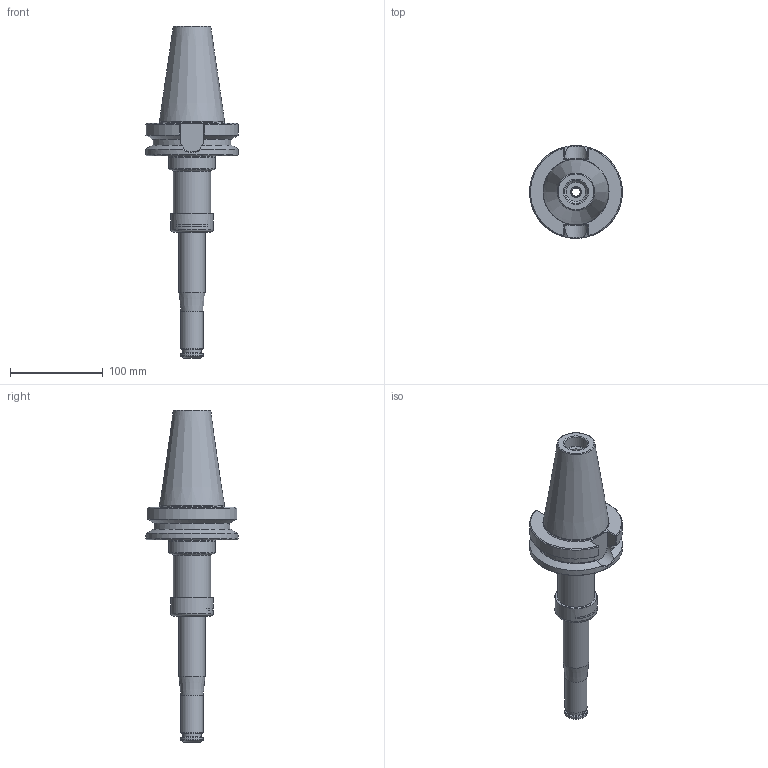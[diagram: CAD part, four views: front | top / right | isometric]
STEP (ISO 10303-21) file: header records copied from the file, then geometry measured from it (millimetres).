
FILE_DESCRIPTION(/* description */ (''),/* implementation_level */ '2;1');
FILE_NAME(/* name */ '885173090.stp',/* time_stamp */ '2023-03-15T12:12:08',/* author */ ('Ratnasingam Jekanthan'),/* organization */ ('REGO-FIX'),/* preprocessor_version */ ' Unknown',/* originating_system */ 'SIEMENS PLM Software Solid Edge ST10',/* authorization */ 'Unknown');
FILE_SCHEMA (('AUTOMOTIVE_DESIGN { 1 0 10303 214 2 1 1}'));
Length unit declared in the file: millimetre
Products named in the file (1): NOCUT
Bounding box: 100 x 100 x 357.3 mm (x, y, z)
Volume: 601877.8 mm3; surface area: 91821 mm2
Topology: 1 solids, 3 shells, 145 faces, 334 edges, 207 vertices
Faces by surface type: plane 45, cone 37, cylinder 35, torus 26, bspline 2
Full cylindrical faces by diameter (mm): 9 x1, 10 x1, 13 x1, 15 x1, 19.5 x1, 20.752 x2, 23.8 x1, 24 x2, 24.7 x1, 25 x2, 28 x1, 29 x1, 33 x1, 34 x1, 38.376 x1, 40 x1, 40.05 x1, 43.3 x1, 45.65 x1, 50.5 x1, 100 x1
Entity records: 4715 total; most frequent: CARTESIAN_POINT 819, DIRECTION 616, ORIENTED_EDGE 470, AXIS2_PLACEMENT_3D 276, EDGE_LOOP 238, FACE_BOUND 238, EDGE_CURVE 235, VERTEX_POINT 183
